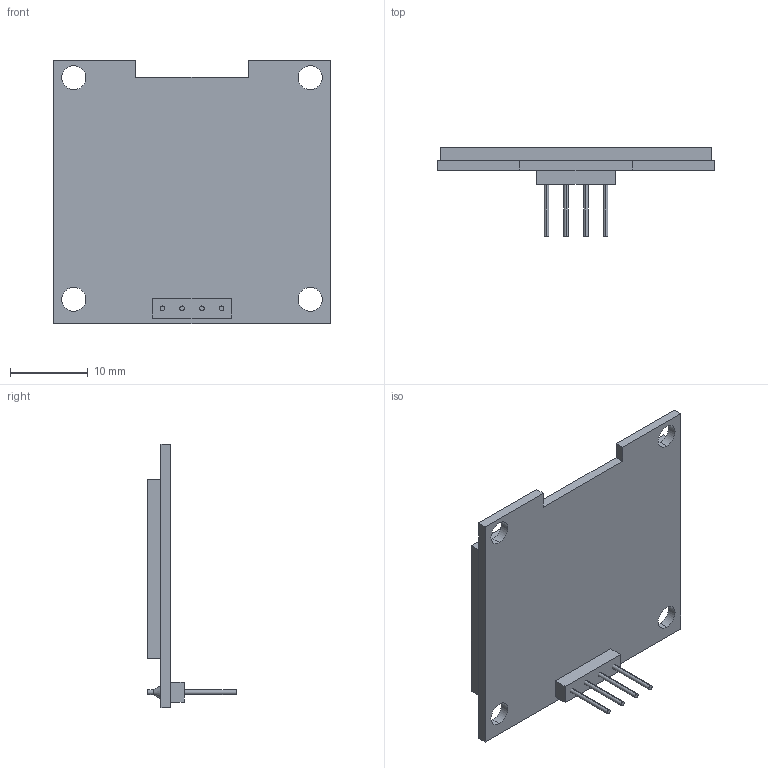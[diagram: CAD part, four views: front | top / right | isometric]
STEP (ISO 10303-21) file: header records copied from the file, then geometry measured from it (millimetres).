
FILE_DESCRIPTION (( 'STEP AP214' ), '1' );
FILE_NAME ('Display_SSD1306_1,3zoll.STEP', '2021-10-01T10:32:53', ( '' ), ( '' ), 'SwSTEP 2.0', 'SolidWorks 2021', '' );
FILE_SCHEMA (( 'AUTOMOTIVE_DESIGN' ));
Length unit declared in the file: millimetre
Products named in the file (1): Display_SSD1306_1,3zoll
Bounding box: 35.7 x 11.4 x 34 mm (x, y, z)
Volume: 2806.9 mm3; surface area: 2895 mm2
Topology: 2 solids, 2 shells, 66 faces, 148 edges, 96 vertices
Faces by surface type: plane 34, cylinder 24, cone 8
Entity records: 2156 total; most frequent: DIRECTION 338, CARTESIAN_POINT 311, ORIENTED_EDGE 296, EDGE_CURVE 148, AXIS2_PLACEMENT_3D 123, VERTEX_POINT 96, LINE 92, VECTOR 92
